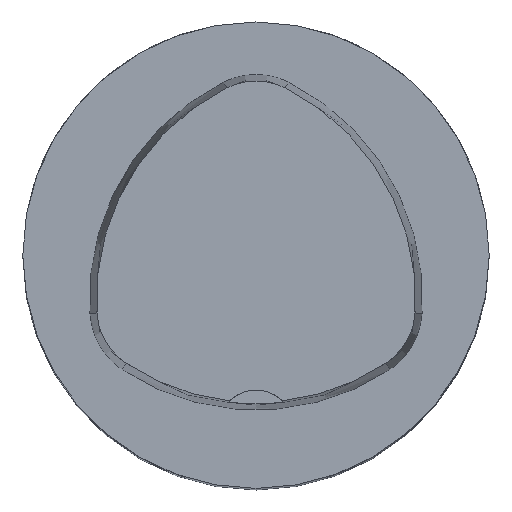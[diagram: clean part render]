
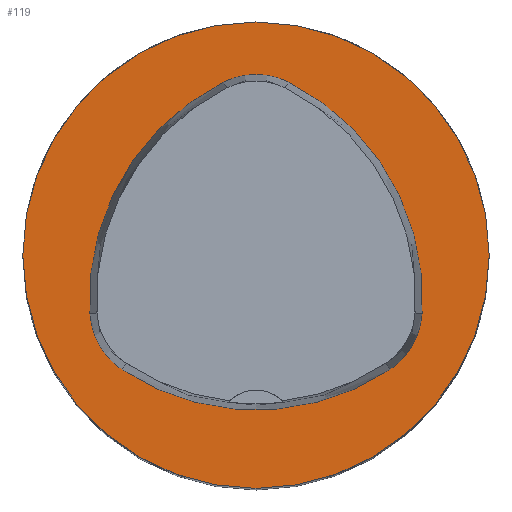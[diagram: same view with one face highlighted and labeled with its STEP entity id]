
A CAD part, top view. The second image highlights one B-rep face of the part: STEP entity #119.
In plain terms, the highlighted planar face has unit normal (0, 0, 1).
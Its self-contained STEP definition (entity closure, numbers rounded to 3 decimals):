
#119=ADVANCED_FACE('',(#159,#160),#143,.T.);
#143=PLANE('',#439);
#159=FACE_BOUND('',#167,.T.);
#160=FACE_BOUND('',#168,.T.);
#167=EDGE_LOOP('',(#197));
#168=EDGE_LOOP('',(#198,#199,#200,#201,#202,#203));
#197=ORIENTED_EDGE('',*,*,#331,.F.);
#198=ORIENTED_EDGE('',*,*,#332,.T.);
#199=ORIENTED_EDGE('',*,*,#333,.T.);
#200=ORIENTED_EDGE('',*,*,#334,.T.);
#201=ORIENTED_EDGE('',*,*,#335,.T.);
#202=ORIENTED_EDGE('',*,*,#336,.T.);
#203=ORIENTED_EDGE('',*,*,#337,.T.);
#297=VERTEX_POINT('',#620);
#298=VERTEX_POINT('',#622);
#299=VERTEX_POINT('',#623);
#300=VERTEX_POINT('',#625);
#301=VERTEX_POINT('',#627);
#302=VERTEX_POINT('',#629);
#303=VERTEX_POINT('',#631);
#331=EDGE_CURVE('',#297,#297,#381,.T.);
#332=EDGE_CURVE('',#298,#299,#382,.T.);
#333=EDGE_CURVE('',#299,#300,#383,.T.);
#334=EDGE_CURVE('',#300,#301,#384,.T.);
#335=EDGE_CURVE('',#301,#302,#385,.T.);
#336=EDGE_CURVE('',#302,#303,#386,.T.);
#337=EDGE_CURVE('',#303,#298,#387,.T.);
#381=CIRCLE('',#432,50.);
#382=CIRCLE('',#433,15.5);
#383=CIRCLE('',#434,52.);
#384=CIRCLE('',#435,15.5);
#385=CIRCLE('',#436,52.);
#386=CIRCLE('',#437,15.5);
#387=CIRCLE('',#438,52.);
#432=AXIS2_PLACEMENT_3D('',#619,#490,#491);
#433=AXIS2_PLACEMENT_3D('',#621,#492,#493);
#434=AXIS2_PLACEMENT_3D('',#624,#494,#495);
#435=AXIS2_PLACEMENT_3D('',#626,#496,#497);
#436=AXIS2_PLACEMENT_3D('',#628,#498,#499);
#437=AXIS2_PLACEMENT_3D('',#630,#500,#501);
#438=AXIS2_PLACEMENT_3D('',#632,#502,#503);
#439=AXIS2_PLACEMENT_3D('',#633,#504,#505);
#490=DIRECTION('',(0.,0.,-1.));
#491=DIRECTION('',(-1.,0.,0.));
#492=DIRECTION('',(0.,0.,-1.));
#493=DIRECTION('',(-0.5,0.866,0.));
#494=DIRECTION('',(0.,0.,-1.));
#495=DIRECTION('',(-0.5,0.866,0.));
#496=DIRECTION('',(0.,0.,-1.));
#497=DIRECTION('',(-0.5,0.866,0.));
#498=DIRECTION('',(0.,0.,-1.));
#499=DIRECTION('',(-0.5,0.866,0.));
#500=DIRECTION('',(0.,0.,-1.));
#501=DIRECTION('',(-0.5,0.866,0.));
#502=DIRECTION('',(0.,0.,-1.));
#503=DIRECTION('',(-0.5,0.866,0.));
#504=DIRECTION('',(0.,0.,1.));
#505=DIRECTION('',(1.,0.,0.));
#619=CARTESIAN_POINT('',(0.,0.,0.));
#620=CARTESIAN_POINT('',(-50.,0.,0.));
#621=CARTESIAN_POINT('',(20.135,-11.625,0.));
#622=CARTESIAN_POINT('',(35.607,-12.566,0.));
#623=CARTESIAN_POINT('',(28.686,-24.553,0.));
#624=CARTESIAN_POINT('',(0.,18.819,0.));
#625=CARTESIAN_POINT('',(-28.686,-24.553,0.));
#626=CARTESIAN_POINT('',(-20.135,-11.625,0.));
#627=CARTESIAN_POINT('',(-35.607,-12.566,0.));
#628=CARTESIAN_POINT('',(16.298,-9.409,0.));
#629=CARTESIAN_POINT('',(-6.921,37.119,0.));
#630=CARTESIAN_POINT('',(0.,23.25,0.));
#631=CARTESIAN_POINT('',(6.921,37.119,0.));
#632=CARTESIAN_POINT('',(-16.298,-9.409,0.));
#633=CARTESIAN_POINT('',(0.,0.,0.));
